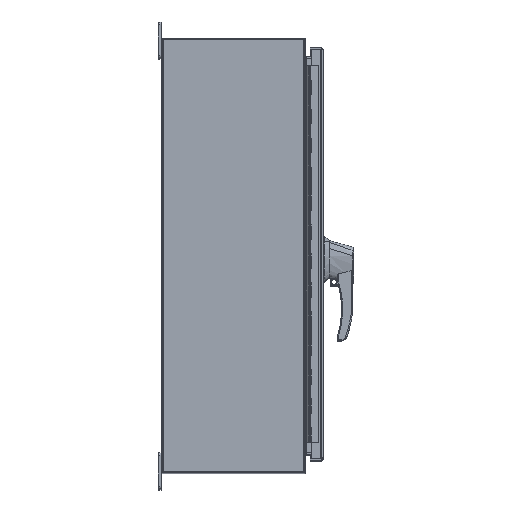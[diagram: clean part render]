
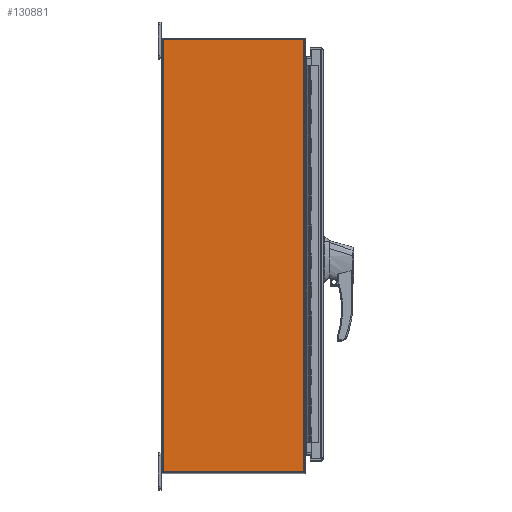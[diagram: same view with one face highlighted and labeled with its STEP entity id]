
A CAD part, top view. The second image highlights one B-rep face of the part: STEP entity #130881.
In plain terms, the highlighted face is planar.
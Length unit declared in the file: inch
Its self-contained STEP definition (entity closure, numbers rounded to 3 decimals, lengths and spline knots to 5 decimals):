
#4025 = DIRECTION ( 'NONE',  ( 0., 0., 1. ) ) ;
#4333 = DIRECTION ( 'NONE',  ( 1., 0., 0. ) ) ;
#13766 = VECTOR ( 'NONE', #94363, 39.37008 ) ;
#20588 = DIRECTION ( 'NONE',  ( 0., -1., 0. ) ) ;
#20635 = CARTESIAN_POINT ( 'NONE',  ( -21., -9.762, 104.071 ) ) ;
#26155 = PLANE ( 'NONE',  #100696 ) ;
#28032 = VERTEX_POINT ( 'NONE', #54517 ) ;
#32952 = CARTESIAN_POINT ( 'NONE',  ( -21., 0., 14.90489 ) ) ;
#33646 = LINE ( 'NONE', #72222, #115863 ) ;
#39045 = ORIENTED_EDGE ( 'NONE', *, *, #93550, .F. ) ;
#52804 = ORIENTED_EDGE ( 'NONE', *, *, #65342, .F. ) ;
#54517 = CARTESIAN_POINT ( 'NONE',  ( -21., -0.048, 14.90489 ) ) ;
#60061 = CARTESIAN_POINT ( 'NONE',  ( -21., 0., 104.071 ) ) ;
#65342 = EDGE_CURVE ( 'NONE', #109430, #28032, #33646, .T. ) ;
#65514 = LINE ( 'NONE', #105869, #13766 ) ;
#71299 = VERTEX_POINT ( 'NONE', #82511 ) ;
#71459 = EDGE_CURVE ( 'NONE', #71299, #120569, #109091, .T. ) ;
#72222 = CARTESIAN_POINT ( 'NONE',  ( -21., -0.048, 14.857 ) ) ;
#76433 = DIRECTION ( 'NONE',  ( 0., 0., -1. ) ) ;
#77829 = VECTOR ( 'NONE', #20588, 39.37008 ) ;
#82511 = CARTESIAN_POINT ( 'NONE',  ( -21., -9.762, 14.90489 ) ) ;
#90705 = FACE_OUTER_BOUND ( 'NONE', #112407, .T. ) ;
#93550 = EDGE_CURVE ( 'NONE', #120569, #109430, #65514, .T. ) ;
#94363 = DIRECTION ( 'NONE',  ( 0., 1., 0. ) ) ;
#94494 = DIRECTION ( 'NONE',  ( 0., 1., 0. ) ) ;
#94733 = VECTOR ( 'NONE', #76433, 39.37008 ) ;
#100696 = AXIS2_PLACEMENT_3D ( 'NONE', #60061, #4333, #94494 ) ;
#105869 = CARTESIAN_POINT ( 'NONE',  ( -21., 0., -14.90489 ) ) ;
#109091 = LINE ( 'NONE', #20635, #94733 ) ;
#109430 = VERTEX_POINT ( 'NONE', #136325 ) ;
#112407 = EDGE_LOOP ( 'NONE', ( #129910, #131082, #52804, #39045 ) ) ;
#115863 = VECTOR ( 'NONE', #4025, 39.37008 ) ;
#116706 = EDGE_CURVE ( 'NONE', #28032, #71299, #136673, .T. ) ;
#120569 = VERTEX_POINT ( 'NONE', #131236 ) ;
#129910 = ORIENTED_EDGE ( 'NONE', *, *, #71459, .F. ) ;
#130881 = ADVANCED_FACE ( 'NONE', ( #90705 ), #26155, .F. ) ;
#131082 = ORIENTED_EDGE ( 'NONE', *, *, #116706, .F. ) ;
#131236 = CARTESIAN_POINT ( 'NONE',  ( -21., -9.762, -14.90489 ) ) ;
#136325 = CARTESIAN_POINT ( 'NONE',  ( -21., -0.048, -14.90489 ) ) ;
#136673 = LINE ( 'NONE', #32952, #77829 ) ;
